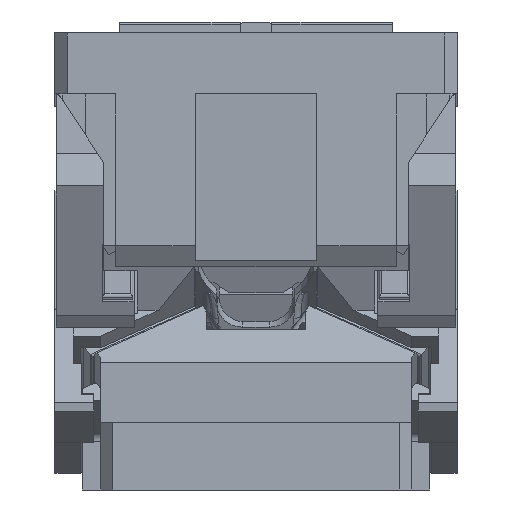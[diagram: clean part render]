
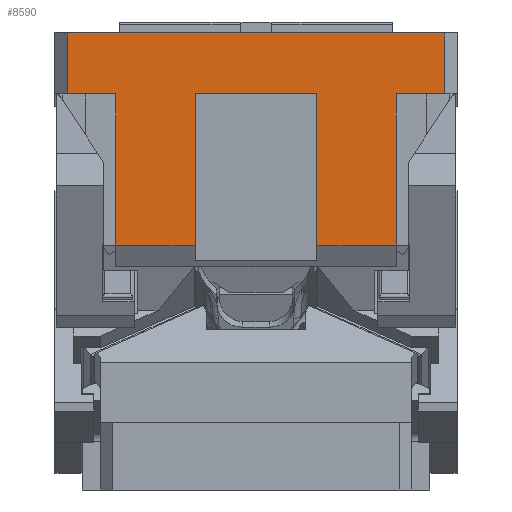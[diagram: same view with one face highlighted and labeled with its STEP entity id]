
A CAD part, left-side view. The second image highlights one B-rep face of the part: STEP entity #8590.
In plain terms, the highlighted planar face has unit normal (-1, 0, 0).
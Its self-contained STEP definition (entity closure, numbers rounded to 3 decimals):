
#260=CARTESIAN_POINT('Vertex',(-390.,155.,235.)) ;
#263=CARTESIAN_POINT('Line Origine',(-390.,0.,235.)) ;
#267=CARTESIAN_POINT('Vertex',(-390.,-155.,235.)) ;
#701=CARTESIAN_POINT('Vertex',(-390.,-50.,185.)) ;
#704=CARTESIAN_POINT('Line Origine',(-390.,0.,185.)) ;
#708=CARTESIAN_POINT('Vertex',(-390.,50.,185.)) ;
#794=CARTESIAN_POINT('Line Origine',(-390.,82.5,60.549)) ;
#798=CARTESIAN_POINT('Vertex',(-390.,115.,60.549)) ;
#800=CARTESIAN_POINT('Vertex',(-390.,50.,60.549)) ;
#821=CARTESIAN_POINT('Vertex',(-390.,-115.,60.549)) ;
#824=CARTESIAN_POINT('Line Origine',(-390.,-82.5,60.549)) ;
#828=CARTESIAN_POINT('Vertex',(-390.,-50.,60.549)) ;
#1719=CARTESIAN_POINT('Vertex',(-390.,155.,185.)) ;
#1722=CARTESIAN_POINT('Line Origine',(-390.,155.,210.)) ;
#8111=CARTESIAN_POINT('Vertex',(-390.,-155.,185.)) ;
#8114=CARTESIAN_POINT('Line Origine',(-390.,-135.,185.)) ;
#8118=CARTESIAN_POINT('Vertex',(-390.,-115.,185.)) ;
#8359=CARTESIAN_POINT('Line Origine',(-390.,-155.,210.)) ;
#8428=CARTESIAN_POINT('Vertex',(-390.,115.,185.)) ;
#8431=CARTESIAN_POINT('Line Origine',(-390.,135.,185.)) ;
#8458=CARTESIAN_POINT('Line Origine',(-390.,115.,122.774)) ;
#8520=CARTESIAN_POINT('Line Origine',(-390.,-50.,122.774)) ;
#8552=CARTESIAN_POINT('Line Origine',(-390.,50.,122.774)) ;
#8566=CARTESIAN_POINT('Axis2P3D Location',(-390.,-165.,185.)) ;
#8571=CARTESIAN_POINT('Line Origine',(-390.,-115.,122.774)) ;
#264=DIRECTION('Vector Direction',(0.,1.,0.)) ;
#705=DIRECTION('Vector Direction',(0.,1.,0.)) ;
#795=DIRECTION('Vector Direction',(0.,-1.,0.)) ;
#825=DIRECTION('Vector Direction',(0.,-1.,0.)) ;
#1723=DIRECTION('Vector Direction',(0.,0.,-1.)) ;
#8115=DIRECTION('Vector Direction',(0.,1.,0.)) ;
#8360=DIRECTION('Vector Direction',(0.,0.,1.)) ;
#8432=DIRECTION('Vector Direction',(0.,-1.,0.)) ;
#8459=DIRECTION('Vector Direction',(0.,0.,-1.)) ;
#8521=DIRECTION('Vector Direction',(0.,0.,-1.)) ;
#8553=DIRECTION('Vector Direction',(0.,0.,-1.)) ;
#8567=DIRECTION('Axis2P3D Direction',(1.,0.,0.)) ;
#8568=DIRECTION('Axis2P3D XDirection',(0.,1.,0.)) ;
#8572=DIRECTION('Vector Direction',(0.,0.,-1.)) ;
#8569=AXIS2_PLACEMENT_3D('Plane Axis2P3D',#8566,#8567,#8568) ;
#8577=ORIENTED_EDGE('',*,*,#8556,.F.) ;
#8578=ORIENTED_EDGE('',*,*,#710,.F.) ;
#8579=ORIENTED_EDGE('',*,*,#8524,.T.) ;
#8580=ORIENTED_EDGE('',*,*,#830,.T.) ;
#8581=ORIENTED_EDGE('',*,*,#8575,.F.) ;
#8582=ORIENTED_EDGE('',*,*,#8120,.F.) ;
#8583=ORIENTED_EDGE('',*,*,#8363,.T.) ;
#8584=ORIENTED_EDGE('',*,*,#269,.T.) ;
#8585=ORIENTED_EDGE('',*,*,#1726,.T.) ;
#8586=ORIENTED_EDGE('',*,*,#8435,.F.) ;
#8587=ORIENTED_EDGE('',*,*,#8462,.T.) ;
#8588=ORIENTED_EDGE('',*,*,#802,.T.) ;
#265=VECTOR('Line Direction',#264,1.) ;
#706=VECTOR('Line Direction',#705,1.) ;
#796=VECTOR('Line Direction',#795,1.) ;
#826=VECTOR('Line Direction',#825,1.) ;
#1724=VECTOR('Line Direction',#1723,1.) ;
#8116=VECTOR('Line Direction',#8115,1.) ;
#8361=VECTOR('Line Direction',#8360,1.) ;
#8433=VECTOR('Line Direction',#8432,1.) ;
#8460=VECTOR('Line Direction',#8459,1.) ;
#8522=VECTOR('Line Direction',#8521,1.) ;
#8554=VECTOR('Line Direction',#8553,1.) ;
#8573=VECTOR('Line Direction',#8572,1.) ;
#8590=ADVANCED_FACE('CAM HOLDER',(#8589),#8570,.F.) ;
#269=EDGE_CURVE('',#268,#261,#266,.T.) ;
#710=EDGE_CURVE('',#702,#709,#707,.T.) ;
#802=EDGE_CURVE('',#799,#801,#797,.T.) ;
#830=EDGE_CURVE('',#829,#822,#827,.T.) ;
#1726=EDGE_CURVE('',#261,#1720,#1725,.T.) ;
#8120=EDGE_CURVE('',#8112,#8119,#8117,.T.) ;
#8363=EDGE_CURVE('',#8112,#268,#8362,.T.) ;
#8435=EDGE_CURVE('',#8429,#1720,#8434,.F.) ;
#8462=EDGE_CURVE('',#8429,#799,#8461,.T.) ;
#8524=EDGE_CURVE('',#702,#829,#8523,.T.) ;
#8556=EDGE_CURVE('',#709,#801,#8555,.T.) ;
#8575=EDGE_CURVE('',#8119,#822,#8574,.T.) ;
#8576=EDGE_LOOP('',(#8577,#8578,#8579,#8580,#8581,#8582,#8583,#8584,#8585,#8586,#8587,#8588)) ;
#8589=FACE_OUTER_BOUND('',#8576,.T.) ;
#266=LINE('Line',#263,#265) ;
#707=LINE('Line',#704,#706) ;
#797=LINE('Line',#794,#796) ;
#827=LINE('Line',#824,#826) ;
#1725=LINE('Line',#1722,#1724) ;
#8117=LINE('Line',#8114,#8116) ;
#8362=LINE('Line',#8359,#8361) ;
#8434=LINE('Line',#8431,#8433) ;
#8461=LINE('Line',#8458,#8460) ;
#8523=LINE('Line',#8520,#8522) ;
#8555=LINE('Line',#8552,#8554) ;
#8574=LINE('Line',#8571,#8573) ;
#8570=PLANE('Plane',#8569) ;
#261=VERTEX_POINT('',#260) ;
#268=VERTEX_POINT('',#267) ;
#702=VERTEX_POINT('',#701) ;
#709=VERTEX_POINT('',#708) ;
#799=VERTEX_POINT('',#798) ;
#801=VERTEX_POINT('',#800) ;
#822=VERTEX_POINT('',#821) ;
#829=VERTEX_POINT('',#828) ;
#1720=VERTEX_POINT('',#1719) ;
#8112=VERTEX_POINT('',#8111) ;
#8119=VERTEX_POINT('',#8118) ;
#8429=VERTEX_POINT('',#8428) ;
